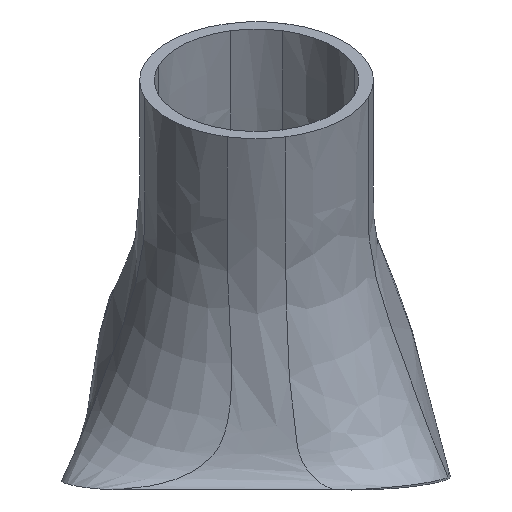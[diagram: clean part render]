
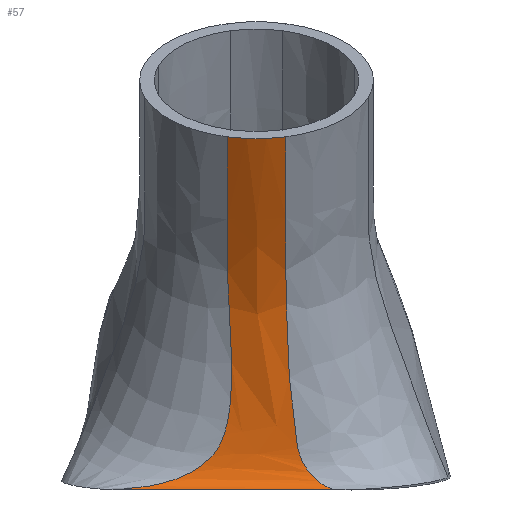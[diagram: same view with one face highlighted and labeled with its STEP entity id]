
A CAD part, left-side view. The second image highlights one B-rep face of the part: STEP entity #57.
In plain terms, the highlighted free-form (B-spline) face has degree [3, 3] with [7, 8] control points.
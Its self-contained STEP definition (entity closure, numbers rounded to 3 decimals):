
#57=ADVANCED_FACE('',(#1029),#1031,.T.);
#1029=FACE_BOUND('',#1030,.T.);
#1030=EDGE_LOOP('',(#1704,#1705,#1706,#1707));
#1031=B_SPLINE_SURFACE_WITH_KNOTS('',3,3,(
(#1032,#1033,#1034,#1035,#1036,#1037,#1038,#1039),
(#1040,#1041,#1042,#1043,#1044,#1045,#1046,#1047),
(#1048,#1049,#1050,#1051,#1052,#1053,#1054,#1055),
(#1056,#1057,#1058,#1059,#1060,#1061,#1062,#1063),
(#1064,#1065,#1066,#1067,#1068,#1069,#1070,#1071),
(#1072,#1073,#1074,#1075,#1076,#1077,#1078,#1079),
(#1080,#1081,#1082,#1083,#1084,#1085,#1086,#1087)),
.UNSPECIFIED.,.F.,.F.,.F.,
(4,1,1,1,4),
(4,2,2,4),
(0.,0.25,0.5,0.75,1.),
(0.,0.831,2.057,3.),
.UNSPECIFIED.);
#1032=CARTESIAN_POINT('',(-28.5,23.134,0.));
#1033=CARTESIAN_POINT('',(-27.954,20.291,0.178));
#1034=CARTESIAN_POINT('',(-27.604,17.823,0.781));
#1035=CARTESIAN_POINT('',(-28.006,14.346,4.896));
#1036=CARTESIAN_POINT('',(-28.996,15.488,11.758));
#1037=CARTESIAN_POINT('',(-32.816,15.488,18.376));
#1038=CARTESIAN_POINT('',(-34.488,15.488,21.272));
#1039=CARTESIAN_POINT('',(-36.155,15.488,24.159));
#1040=CARTESIAN_POINT('',(-28.5,21.873,0.));
#1041=CARTESIAN_POINT('',(-27.954,19.03,0.178));
#1042=CARTESIAN_POINT('',(-27.597,17.168,0.785));
#1043=CARTESIAN_POINT('',(-28.006,13.856,4.896));
#1044=CARTESIAN_POINT('',(-29.069,15.161,11.716));
#1045=CARTESIAN_POINT('',(-32.89,15.161,18.334));
#1046=CARTESIAN_POINT('',(-34.562,15.161,21.23));
#1047=CARTESIAN_POINT('',(-36.228,15.161,24.117));
#1048=CARTESIAN_POINT('',(-28.5,19.35,0.));
#1049=CARTESIAN_POINT('',(-27.939,17.616,0.187));
#1050=CARTESIAN_POINT('',(-27.595,15.801,0.866));
#1051=CARTESIAN_POINT('',(-28.024,13.804,4.769));
#1052=CARTESIAN_POINT('',(-29.179,14.496,11.652));
#1053=CARTESIAN_POINT('',(-33.,14.496,18.27));
#1054=CARTESIAN_POINT('',(-34.672,14.496,21.166));
#1055=CARTESIAN_POINT('',(-36.339,14.496,24.053));
#1056=CARTESIAN_POINT('',(-28.5,15.567,0.));
#1057=CARTESIAN_POINT('',(-27.939,14.665,0.187));
#1058=CARTESIAN_POINT('',(-27.62,13.762,1.133));
#1059=CARTESIAN_POINT('',(-27.979,13.066,4.379));
#1060=CARTESIAN_POINT('',(-29.235,13.483,11.62));
#1061=CARTESIAN_POINT('',(-33.056,13.483,18.238));
#1062=CARTESIAN_POINT('',(-34.728,13.483,21.134));
#1063=CARTESIAN_POINT('',(-36.395,13.483,24.021));
#1064=CARTESIAN_POINT('',(-28.5,11.783,0.));
#1065=CARTESIAN_POINT('',(-27.939,11.715,0.187));
#1066=CARTESIAN_POINT('',(-27.662,11.982,1.49));
#1067=CARTESIAN_POINT('',(-27.924,11.982,3.849));
#1068=CARTESIAN_POINT('',(-29.179,12.47,11.652));
#1069=CARTESIAN_POINT('',(-33.,12.47,18.27));
#1070=CARTESIAN_POINT('',(-34.672,12.47,21.166));
#1071=CARTESIAN_POINT('',(-36.339,12.47,24.053));
#1072=CARTESIAN_POINT('',(-28.5,9.261,0.));
#1073=CARTESIAN_POINT('',(-27.954,10.301,0.178));
#1074=CARTESIAN_POINT('',(-27.629,10.697,1.095));
#1075=CARTESIAN_POINT('',(-27.961,11.74,4.438));
#1076=CARTESIAN_POINT('',(-29.069,11.805,11.716));
#1077=CARTESIAN_POINT('',(-32.89,11.805,18.334));
#1078=CARTESIAN_POINT('',(-34.562,11.805,21.23));
#1079=CARTESIAN_POINT('',(-36.228,11.805,24.117));
#1080=CARTESIAN_POINT('',(-28.5,8.,0.));
#1081=CARTESIAN_POINT('',(-27.954,9.04,0.178));
#1082=CARTESIAN_POINT('',(-27.634,10.072,1.092));
#1083=CARTESIAN_POINT('',(-27.961,11.251,4.438));
#1084=CARTESIAN_POINT('',(-28.996,11.478,11.758));
#1085=CARTESIAN_POINT('',(-32.816,11.478,18.376));
#1086=CARTESIAN_POINT('',(-34.488,11.478,21.272));
#1087=CARTESIAN_POINT('',(-36.155,11.478,24.159));
#1704=ORIENTED_EDGE('',*,*,#1792,.T.);
#1705=ORIENTED_EDGE('',*,*,#1791,.T.);
#1706=ORIENTED_EDGE('',*,*,#1793,.F.);
#1707=ORIENTED_EDGE('',*,*,#1794,.F.);
#1791=EDGE_CURVE('',#1852,#1857,#1859,.T.);
#1792=EDGE_CURVE('',#1860,#1852,#1861,.T.);
#1793=EDGE_CURVE('',#1862,#1857,#1863,.T.);
#1794=EDGE_CURVE('',#1860,#1862,#1864,.T.);
#1852=VERTEX_POINT('',#2317);
#1857=VERTEX_POINT('',#2395);
#1859=B_SPLINE_CURVE_WITH_KNOTS('',3,
(#2400,#2401,#2402,#2403,#2404,#2405,#2406,#2407),
.UNSPECIFIED.,.F.,.F.,
(4,2,2,4),
(0.,0.277,0.686,1.),
.UNSPECIFIED.);
#1860=VERTEX_POINT('',#2408);
#1861=LINE('',#2409,#2410);
#1862=VERTEX_POINT('',#2412);
#1863=CIRCLE('',#2413,8.);
#1864=B_SPLINE_CURVE_WITH_KNOTS('',3,
(#2417,#2418,#2419,#2420,#2421,#2422,#2423,#2424),
.UNSPECIFIED.,.F.,.F.,
(4,2,2,4),
(0.,0.277,0.686,1.),
.UNSPECIFIED.);
#2317=CARTESIAN_POINT('',(-28.5,8.,0.));
#2395=CARTESIAN_POINT('',(-36.155,11.478,24.159));
#2400=CARTESIAN_POINT('',(-28.5,8.,0.));
#2401=CARTESIAN_POINT('',(-27.954,9.04,0.178));
#2402=CARTESIAN_POINT('',(-27.634,10.072,1.092));
#2403=CARTESIAN_POINT('',(-27.961,11.251,4.438));
#2404=CARTESIAN_POINT('',(-28.996,11.478,11.758));
#2405=CARTESIAN_POINT('',(-32.816,11.478,18.376));
#2406=CARTESIAN_POINT('',(-34.488,11.478,21.272));
#2407=CARTESIAN_POINT('',(-36.155,11.478,24.159));
#2408=CARTESIAN_POINT('',(-28.5,23.134,0.));
#2409=CARTESIAN_POINT('',(-28.5,23.134,0.));
#2410=VECTOR('',#2411,1.);
#2411=DIRECTION('',(0.,-1.,0.));
#2412=CARTESIAN_POINT('',(-36.155,15.488,24.159));
#2413=AXIS2_PLACEMENT_3D('',#2414,#2415,#2416);
#2414=CARTESIAN_POINT('',(-29.448,13.483,28.032));
#2415=DIRECTION('',(-0.5,0.,0.866));
#2416=DIRECTION('',(-0.838,0.251,-0.484));
#2417=CARTESIAN_POINT('',(-28.5,23.134,0.));
#2418=CARTESIAN_POINT('',(-27.954,20.291,0.178));
#2419=CARTESIAN_POINT('',(-27.604,17.823,0.781));
#2420=CARTESIAN_POINT('',(-28.006,14.346,4.896));
#2421=CARTESIAN_POINT('',(-28.996,15.488,11.758));
#2422=CARTESIAN_POINT('',(-32.816,15.488,18.376));
#2423=CARTESIAN_POINT('',(-34.488,15.488,21.272));
#2424=CARTESIAN_POINT('',(-36.155,15.488,24.159));
